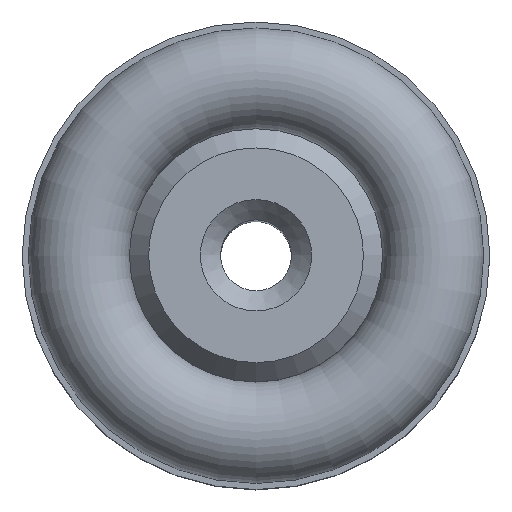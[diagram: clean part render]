
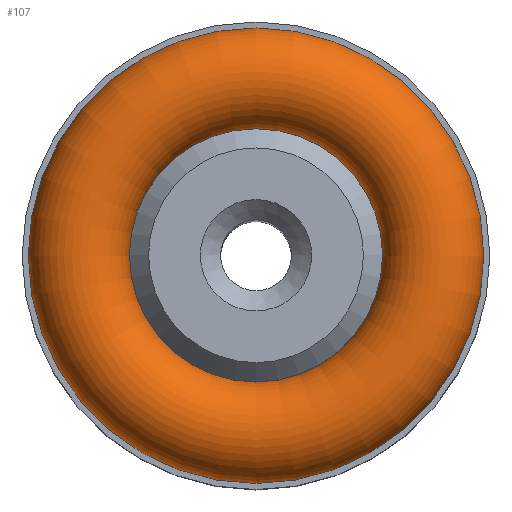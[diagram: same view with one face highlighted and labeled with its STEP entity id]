
A CAD part, top view. The second image highlights one B-rep face of the part: STEP entity #107.
In plain terms, the highlighted toroidal (fillet/blend) face has major radius 1.75 mm and minor radius 0.5 mm.
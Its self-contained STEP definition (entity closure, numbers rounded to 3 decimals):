
#107=ADVANCED_FACE('',(#385,#386),#399,.T.);
#371=EDGE_CURVE('',#377,#377,#372,.T.);
#372=CIRCLE('',#373,1.25);
#373=AXIS2_PLACEMENT_3D('',#374,#375,#376);
#374=CARTESIAN_POINT('',(0.,0.,7.5));
#375=DIRECTION('',(0.,0.,1.));
#376=DIRECTION('',(1.,0.,0.));
#377=VERTEX_POINT('',#378);
#378=CARTESIAN_POINT('',(1.25,0.,
   7.5));
#385=FACE_OUTER_BOUND('',#387,.T.);
#386=FACE_BOUND('',#388,.T.);
#387=EDGE_LOOP('',(#389));
#388=EDGE_LOOP('',(#398));
#389=ORIENTED_EDGE('',*,*,#390,.T.);
#390=EDGE_CURVE('',#396,#396,#391,.T.);
#391=CIRCLE('',#392,1.75);
#392=AXIS2_PLACEMENT_3D('',#393,#394,#395);
#393=CARTESIAN_POINT('',(0.,0.,7.));
#394=DIRECTION('',(0.,0.,1.));
#395=DIRECTION('',(1.,0.,0.));
#396=VERTEX_POINT('',#397);
#397=CARTESIAN_POINT('',(1.75,0.,7.))
   ;
#398=ORIENTED_EDGE('',*,*,#371,.F.);
#399=TOROIDAL_SURFACE('',#400,1.75,0.5);
#400=AXIS2_PLACEMENT_3D('',#401,#402,#403);
#401=CARTESIAN_POINT('',(0.,0.,7.5));
#402=DIRECTION('',(0.,0.,1.));
#403=DIRECTION('',(1.,0.,0.));
